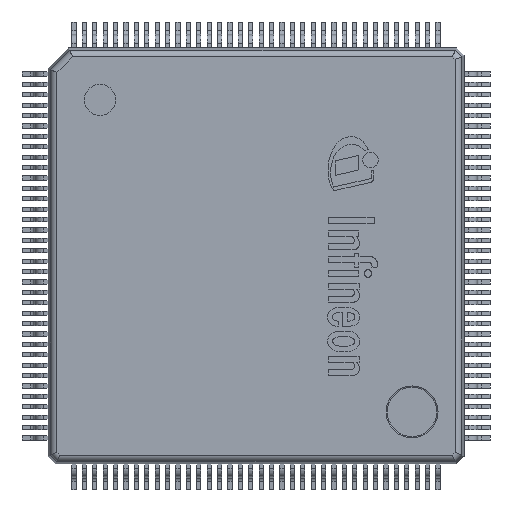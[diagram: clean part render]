
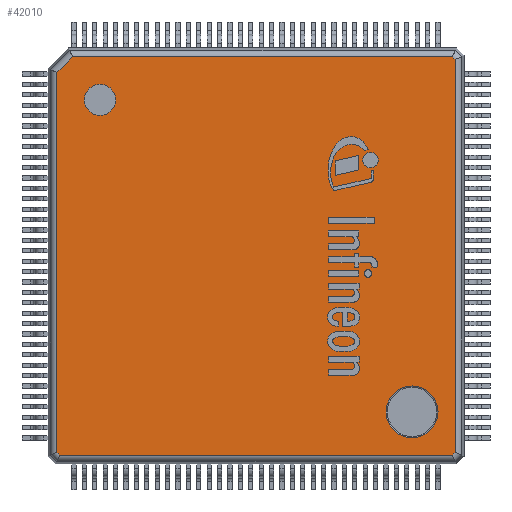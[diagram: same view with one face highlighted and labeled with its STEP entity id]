
A CAD part, top view. The second image highlights one B-rep face of the part: STEP entity #42010.
In plain terms, the highlighted planar face has unit normal (0, 0, 1).
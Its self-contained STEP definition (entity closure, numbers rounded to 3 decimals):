
#89=FACE_BOUND('',#4937,.T.);
#90=FACE_BOUND('',#4938,.T.);
#120=CIRCLE('',#44616,1.);
#122=CIRCLE('',#44619,0.6);
#2488=FACE_OUTER_BOUND('',#4936,.T.);
#4936=EDGE_LOOP('',(#27754,#27755,#27756,#27757,#27758,#27759,#27760,#27761));
#4937=EDGE_LOOP('',(#27762));
#4938=EDGE_LOOP('',(#27763));
#7424=LINE('',#60996,#12326);
#7425=LINE('',#60998,#12327);
#7426=LINE('',#61000,#12328);
#7427=LINE('',#61002,#12329);
#7428=LINE('',#61004,#12330);
#7429=LINE('',#61006,#12331);
#7430=LINE('',#61008,#12332);
#7431=LINE('',#61009,#12333);
#12326=VECTOR('',#48505,1000.);
#12327=VECTOR('',#48506,1000.);
#12328=VECTOR('',#48507,1000.);
#12329=VECTOR('',#48508,1000.);
#12330=VECTOR('',#48509,1000.);
#12331=VECTOR('',#48510,1000.);
#12332=VECTOR('',#48511,1000.);
#12333=VECTOR('',#48512,1000.);
#17197=VERTEX_POINT('',#60936);
#17199=VERTEX_POINT('',#60942);
#17216=VERTEX_POINT('',#60994);
#17217=VERTEX_POINT('',#60995);
#17218=VERTEX_POINT('',#60997);
#17219=VERTEX_POINT('',#60999);
#17220=VERTEX_POINT('',#61001);
#17221=VERTEX_POINT('',#61003);
#17222=VERTEX_POINT('',#61005);
#17223=VERTEX_POINT('',#61007);
#21389=EDGE_CURVE('',#17197,#17197,#120,.T.);
#21392=EDGE_CURVE('',#17199,#17199,#122,.T.);
#21417=EDGE_CURVE('',#17216,#17217,#7424,.T.);
#21418=EDGE_CURVE('',#17217,#17218,#7425,.T.);
#21419=EDGE_CURVE('',#17218,#17219,#7426,.T.);
#21420=EDGE_CURVE('',#17219,#17220,#7427,.T.);
#21421=EDGE_CURVE('',#17220,#17221,#7428,.T.);
#21422=EDGE_CURVE('',#17221,#17222,#7429,.T.);
#21423=EDGE_CURVE('',#17222,#17223,#7430,.T.);
#21424=EDGE_CURVE('',#17223,#17216,#7431,.T.);
#27754=ORIENTED_EDGE('',*,*,#21417,.T.);
#27755=ORIENTED_EDGE('',*,*,#21418,.T.);
#27756=ORIENTED_EDGE('',*,*,#21419,.T.);
#27757=ORIENTED_EDGE('',*,*,#21420,.T.);
#27758=ORIENTED_EDGE('',*,*,#21421,.T.);
#27759=ORIENTED_EDGE('',*,*,#21422,.T.);
#27760=ORIENTED_EDGE('',*,*,#21423,.T.);
#27761=ORIENTED_EDGE('',*,*,#21424,.T.);
#27762=ORIENTED_EDGE('',*,*,#21389,.F.);
#27763=ORIENTED_EDGE('',*,*,#21392,.F.);
#40272=PLANE('',#44628);
#42010=ADVANCED_FACE('',(#2488,#89,#90),#40272,.T.);
#44616=AXIS2_PLACEMENT_3D('',#60938,#48454,#48455);
#44619=AXIS2_PLACEMENT_3D('',#60944,#48461,#48462);
#44628=AXIS2_PLACEMENT_3D('',#60993,#48503,#48504);
#48454=DIRECTION('center_axis',(0.,0.,1.));
#48455=DIRECTION('ref_axis',(0.,-1.,0.));
#48461=DIRECTION('center_axis',(0.,0.,1.));
#48462=DIRECTION('ref_axis',(0.,-1.,0.));
#48503=DIRECTION('center_axis',(0.,0.,1.));
#48504=DIRECTION('ref_axis',(0.,-1.,0.));
#48505=DIRECTION('',(0.,1.,0.));
#48506=DIRECTION('',(-0.707,0.707,0.));
#48507=DIRECTION('',(-1.,0.,0.));
#48508=DIRECTION('',(-0.707,-0.707,0.));
#48509=DIRECTION('',(0.,-1.,0.));
#48510=DIRECTION('',(0.707,-0.707,0.));
#48511=DIRECTION('',(1.,0.,0.));
#48512=DIRECTION('',(0.707,0.707,0.));
#60936=CARTESIAN_POINT('',(6.,-5.,1.6));
#60938=CARTESIAN_POINT('Origin',(6.,-6.,1.6));
#60942=CARTESIAN_POINT('',(-6.,6.6,1.6));
#60944=CARTESIAN_POINT('Origin',(-6.,6.,1.6));
#60993=CARTESIAN_POINT('Origin',(0.,0.,1.6));
#60994=CARTESIAN_POINT('',(7.657,-7.558,1.6));
#60995=CARTESIAN_POINT('',(7.657,7.558,1.6));
#60996=CARTESIAN_POINT('',(7.657,7.642,1.6));
#60997=CARTESIAN_POINT('',(7.558,7.657,1.6));
#60998=CARTESIAN_POINT('',(7.499,7.716,1.6));
#60999=CARTESIAN_POINT('',(-7.058,7.657,1.6));
#61000=CARTESIAN_POINT('',(-7.142,7.657,1.6));
#61001=CARTESIAN_POINT('',(-7.657,7.058,1.6));
#61002=CARTESIAN_POINT('',(-7.716,6.999,1.6));
#61003=CARTESIAN_POINT('',(-7.657,-7.558,1.6));
#61004=CARTESIAN_POINT('',(-7.657,-7.642,1.6));
#61005=CARTESIAN_POINT('',(-7.558,-7.657,1.6));
#61006=CARTESIAN_POINT('',(-7.499,-7.716,1.6));
#61007=CARTESIAN_POINT('',(7.558,-7.657,1.6));
#61008=CARTESIAN_POINT('',(7.642,-7.657,1.6));
#61009=CARTESIAN_POINT('',(7.716,-7.499,1.6));
